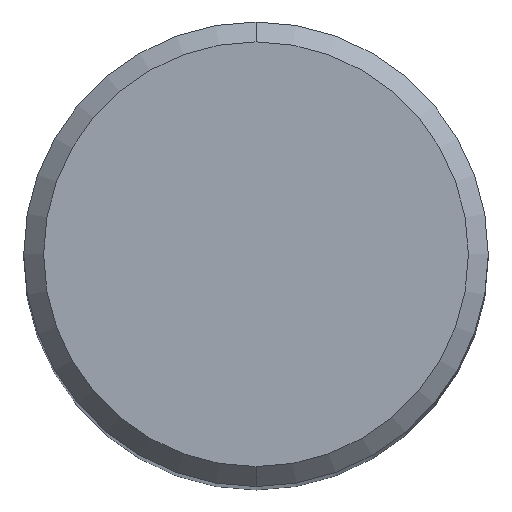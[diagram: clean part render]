
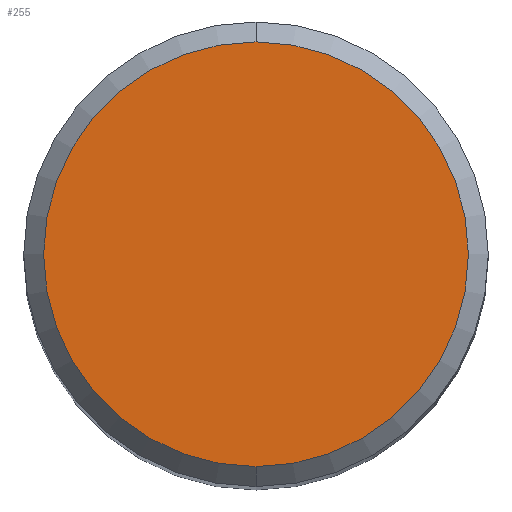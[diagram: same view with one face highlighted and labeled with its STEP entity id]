
A CAD part, top view. The second image highlights one B-rep face of the part: STEP entity #255.
In plain terms, the highlighted planar face has unit normal (0, 0, 1).
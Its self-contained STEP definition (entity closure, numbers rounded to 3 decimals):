
#255=ADVANCED_FACE('',(#575),#576,.T.);
#301=EDGE_CURVE('',#357,#417,#626,.T.);
#357=VERTEX_POINT('',#688);
#417=VERTEX_POINT('',#751);
#443=EDGE_CURVE('',#417,#357,#780,.T.);
#575=FACE_OUTER_BOUND('',#1013,.T.);
#576=PLANE('',#1014);
#626=CIRCLE('',#1127,6.4);
#688=CARTESIAN_POINT('',(0.,-6.4,0.0));
#751=CARTESIAN_POINT('',(0.0,6.4,0.0));
#780=CIRCLE('',#1471,6.4);
#1013=EDGE_LOOP('',(#1649,#1650));
#1014=AXIS2_PLACEMENT_3D('',#1651,#1652,#1653);
#1127=AXIS2_PLACEMENT_3D('',#1696,#1697,#1698);
#1471=AXIS2_PLACEMENT_3D('',#1858,#1859,#1860);
#1649=ORIENTED_EDGE('',*,*,#443,.F.);
#1650=ORIENTED_EDGE('',*,*,#301,.F.);
#1651=CARTESIAN_POINT('',(0.0,3.2,0.0));
#1652=DIRECTION('',(-0.0,0.0,1.0));
#1653=DIRECTION('',(0.0,-1.0,0.0));
#1696=CARTESIAN_POINT('',(0.0,0.0,0.0));
#1697=DIRECTION('',(0.0,0.0,-1.0));
#1698=DIRECTION('',(0.0,1.0,0.0));
#1858=CARTESIAN_POINT('',(0.0,0.0,0.0));
#1859=DIRECTION('',(0.0,0.0,-1.0));
#1860=DIRECTION('',(0.0,1.0,0.0));
